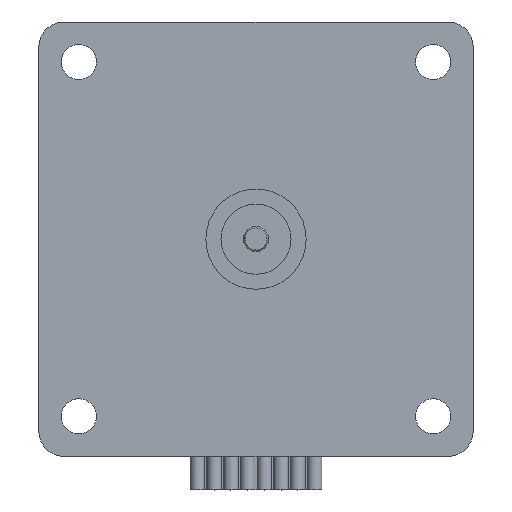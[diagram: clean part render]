
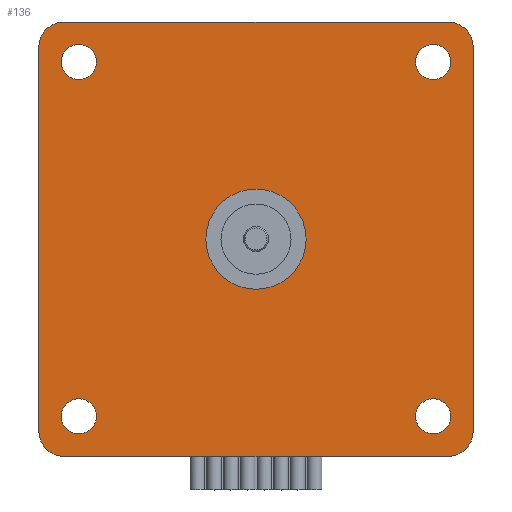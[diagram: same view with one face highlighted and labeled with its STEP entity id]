
A CAD part, top view. The second image highlights one B-rep face of the part: STEP entity #136.
In plain terms, the highlighted planar face has unit normal (0, 0, 1).
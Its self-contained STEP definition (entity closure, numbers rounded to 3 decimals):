
#47=FACE_BOUND('',#286,.T.);
#48=FACE_BOUND('',#287,.T.);
#49=FACE_BOUND('',#288,.T.);
#50=FACE_BOUND('',#289,.T.);
#51=FACE_BOUND('',#290,.T.);
#52=FACE_BOUND('',#291,.T.);
#136=ADVANCED_FACE('',(#47,#48,#49,#50,#51,#52),#181,.T.);
#181=PLANE('',#1252);
#286=EDGE_LOOP('',(#547));
#287=EDGE_LOOP('',(#548,#549,#550,#551,#552,#553,#554,#555));
#288=EDGE_LOOP('',(#556));
#289=EDGE_LOOP('',(#557));
#290=EDGE_LOOP('',(#558));
#291=EDGE_LOOP('',(#559));
#380=CIRCLE('',#1233,1.5);
#381=CIRCLE('',#1236,1.5);
#383=CIRCLE('',#1240,1.5);
#384=CIRCLE('',#1243,1.5);
#386=CIRCLE('',#1247,3.);
#387=CIRCLE('',#1248,1.05);
#388=CIRCLE('',#1249,1.05);
#389=CIRCLE('',#1250,1.05);
#390=CIRCLE('',#1251,1.05);
#547=ORIENTED_EDGE('',*,*,#940,.F.);
#548=ORIENTED_EDGE('',*,*,#933,.T.);
#549=ORIENTED_EDGE('',*,*,#934,.T.);
#550=ORIENTED_EDGE('',*,*,#937,.T.);
#551=ORIENTED_EDGE('',*,*,#938,.T.);
#552=ORIENTED_EDGE('',*,*,#921,.T.);
#553=ORIENTED_EDGE('',*,*,#923,.T.);
#554=ORIENTED_EDGE('',*,*,#927,.T.);
#555=ORIENTED_EDGE('',*,*,#928,.T.);
#556=ORIENTED_EDGE('',*,*,#941,.T.);
#557=ORIENTED_EDGE('',*,*,#942,.T.);
#558=ORIENTED_EDGE('',*,*,#943,.T.);
#559=ORIENTED_EDGE('',*,*,#944,.T.);
#798=VERTEX_POINT('',#1937);
#799=VERTEX_POINT('',#1939);
#800=VERTEX_POINT('',#1943);
#802=VERTEX_POINT('',#1949);
#803=VERTEX_POINT('',#1953);
#805=VERTEX_POINT('',#1960);
#806=VERTEX_POINT('',#1964);
#807=VERTEX_POINT('',#1968);
#809=VERTEX_POINT('',#1977);
#810=VERTEX_POINT('',#1979);
#811=VERTEX_POINT('',#1981);
#812=VERTEX_POINT('',#1983);
#813=VERTEX_POINT('',#1985);
#921=EDGE_CURVE('',#799,#798,#1032,.T.);
#923=EDGE_CURVE('',#798,#800,#380,.T.);
#927=EDGE_CURVE('',#800,#802,#1037,.T.);
#928=EDGE_CURVE('',#802,#803,#381,.T.);
#933=EDGE_CURVE('',#803,#805,#1041,.T.);
#934=EDGE_CURVE('',#805,#806,#383,.T.);
#937=EDGE_CURVE('',#806,#807,#1044,.T.);
#938=EDGE_CURVE('',#807,#799,#384,.T.);
#940=EDGE_CURVE('',#809,#809,#386,.T.);
#941=EDGE_CURVE('',#810,#810,#387,.T.);
#942=EDGE_CURVE('',#811,#811,#388,.T.);
#943=EDGE_CURVE('',#812,#812,#389,.T.);
#944=EDGE_CURVE('',#813,#813,#390,.T.);
#1032=LINE('',#1938,#1124);
#1037=LINE('',#1950,#1129);
#1041=LINE('',#1961,#1133);
#1044=LINE('',#1969,#1136);
#1124=VECTOR('',#1474,1.);
#1129=VECTOR('',#1485,1.);
#1133=VECTOR('',#1497,1.);
#1136=VECTOR('',#1506,1.);
#1233=AXIS2_PLACEMENT_3D('',#1942,#1478,#1479);
#1236=AXIS2_PLACEMENT_3D('',#1952,#1488,#1489);
#1240=AXIS2_PLACEMENT_3D('',#1963,#1500,#1501);
#1243=AXIS2_PLACEMENT_3D('',#1971,#1509,#1510);
#1247=AXIS2_PLACEMENT_3D('',#1976,#1517,#1518);
#1248=AXIS2_PLACEMENT_3D('',#1978,#1519,#1520);
#1249=AXIS2_PLACEMENT_3D('',#1980,#1521,#1522);
#1250=AXIS2_PLACEMENT_3D('',#1982,#1523,#1524);
#1251=AXIS2_PLACEMENT_3D('',#1984,#1525,#1526);
#1252=AXIS2_PLACEMENT_3D('',#1986,#1527,#1528);
#1474=DIRECTION('',(0.,-1.,0.));
#1478=DIRECTION('',(0.,0.,1.));
#1479=DIRECTION('',(1.,0.,0.));
#1485=DIRECTION('',(1.,0.,0.));
#1488=DIRECTION('',(0.,0.,1.));
#1489=DIRECTION('',(1.,0.,0.));
#1497=DIRECTION('',(0.,1.,0.));
#1500=DIRECTION('',(0.,0.,1.));
#1501=DIRECTION('',(1.,0.,0.));
#1506=DIRECTION('',(-1.,0.,0.));
#1509=DIRECTION('',(0.,0.,1.));
#1510=DIRECTION('',(1.,0.,0.));
#1517=DIRECTION('',(0.,0.,1.));
#1518=DIRECTION('',(1.,0.,0.));
#1519=DIRECTION('',(0.,0.,-1.));
#1520=DIRECTION('',(-1.,0.,0.));
#1521=DIRECTION('',(0.,0.,-1.));
#1522=DIRECTION('',(-1.,0.,0.));
#1523=DIRECTION('',(0.,0.,-1.));
#1524=DIRECTION('',(-1.,0.,0.));
#1525=DIRECTION('',(0.,0.,-1.));
#1526=DIRECTION('',(-1.,0.,0.));
#1527=DIRECTION('',(0.,0.,1.));
#1528=DIRECTION('',(1.,0.,0.));
#1937=CARTESIAN_POINT('',(-13.,-11.5,0.));
#1938=CARTESIAN_POINT('',(-13.,11.5,0.));
#1939=CARTESIAN_POINT('',(-13.,11.5,0.));
#1942=CARTESIAN_POINT('',(-11.5,-11.5,0.));
#1943=CARTESIAN_POINT('',(-11.5,-13.,0.));
#1949=CARTESIAN_POINT('',(11.5,-13.,0.));
#1950=CARTESIAN_POINT('',(-11.5,-13.,0.));
#1952=CARTESIAN_POINT('',(11.5,-11.5,0.));
#1953=CARTESIAN_POINT('',(13.,-11.5,0.));
#1960=CARTESIAN_POINT('',(13.,11.5,0.));
#1961=CARTESIAN_POINT('',(13.,-11.5,0.));
#1963=CARTESIAN_POINT('',(11.5,11.5,0.));
#1964=CARTESIAN_POINT('',(11.5,13.,0.));
#1968=CARTESIAN_POINT('',(-11.5,13.,0.));
#1969=CARTESIAN_POINT('',(11.5,13.,0.));
#1971=CARTESIAN_POINT('',(-11.5,11.5,0.));
#1976=CARTESIAN_POINT('',(0.,0.,0.));
#1977=CARTESIAN_POINT('',(3.,0.,0.));
#1978=CARTESIAN_POINT('',(10.607,-10.607,0.));
#1979=CARTESIAN_POINT('',(9.557,-10.607,0.));
#1980=CARTESIAN_POINT('',(-10.607,-10.607,0.));
#1981=CARTESIAN_POINT('',(-11.657,-10.607,0.));
#1982=CARTESIAN_POINT('',(-10.607,10.607,0.));
#1983=CARTESIAN_POINT('',(-11.657,10.607,0.));
#1984=CARTESIAN_POINT('',(10.607,10.607,0.));
#1985=CARTESIAN_POINT('',(9.557,10.607,0.));
#1986=CARTESIAN_POINT('',(-11.5,-11.5,0.));
